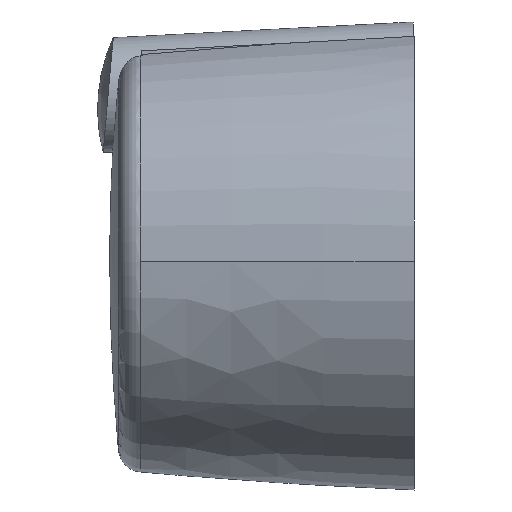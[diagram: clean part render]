
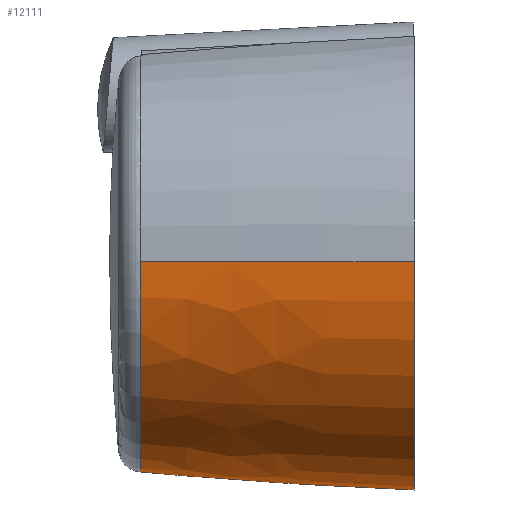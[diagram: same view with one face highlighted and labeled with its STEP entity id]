
A CAD part, left-side view. The second image highlights one B-rep face of the part: STEP entity #12111.
In plain terms, the highlighted face is a revolution surface.
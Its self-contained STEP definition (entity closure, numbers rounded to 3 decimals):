
#9761 = PLANE('',#9762);
#9762 = AXIS2_PLACEMENT_3D('',#9763,#9764,#9765);
#9763 = CARTESIAN_POINT('',(12.,-8.,0.));
#9764 = DIRECTION('',(-0.,1.,0.));
#9765 = DIRECTION('',(0.,0.,1.));
#11885 = SURFACE_OF_REVOLUTION('',#11886,#11892);
#11886 = B_SPLINE_CURVE_WITH_KNOTS('',4,(#11887,#11888,#11889,#11890,
    #11891),.UNSPECIFIED.,.F.,.F.,(5,5),(3.052,3.1),
  .PIECEWISE_BEZIER_KNOTS.);
#11887 = CARTESIAN_POINT('',(0.,6.411,-11.051));
#11888 = CARTESIAN_POINT('',(0.,2.814,-11.375));
#11889 = CARTESIAN_POINT('',(0.,-0.787,-11.641));
#11890 = CARTESIAN_POINT('',(0.,-4.392,-11.85));
#11891 = CARTESIAN_POINT('',(0.,-8.,-12.));
#11892 = AXIS1_PLACEMENT('',#11893,#11894);
#11893 = CARTESIAN_POINT('',(0.,-20.5,0.));
#11894 = DIRECTION('',(-0.,1.,-0.));
#12028 = VERTEX_POINT('',#12029);
#12029 = CARTESIAN_POINT('',(0.,6.411,
    11.051));
#12044 = TOROIDAL_SURFACE('',#12045,9.806,1.25);
#12045 = AXIS2_PLACEMENT_3D('',#12046,#12047,#12048);
#12046 = CARTESIAN_POINT('',(0.,6.299,0.));
#12047 = DIRECTION('',(0.,-1.,-0.));
#12048 = DIRECTION('',(1.,0.,0.));
#12056 = EDGE_CURVE('',#12057,#12028,#12059,.T.);
#12057 = VERTEX_POINT('',#12058);
#12058 = CARTESIAN_POINT('',(0.,-8.,12.));
#12059 = SURFACE_CURVE('',#12060,(#12065,#12072),.PCURVE_S1.);
#12060 = CIRCLE('',#12061,300.);
#12061 = AXIS2_PLACEMENT_3D('',#12062,#12063,#12064);
#12062 = CARTESIAN_POINT('',(0.,-20.5,-287.739));
#12063 = DIRECTION('',(-1.,0.,0.));
#12064 = DIRECTION('',(0.,0.,1.));
#12065 = PCURVE('',#11885,#12066);
#12066 = DEFINITIONAL_REPRESENTATION('',(#12067),#12071);
#12067 = LINE('',#12068,#12069);
#12068 = CARTESIAN_POINT('',(3.142,3.142));
#12069 = VECTOR('',#12070,1.);
#12070 = DIRECTION('',(0.,-1.));
#12071 = ( GEOMETRIC_REPRESENTATION_CONTEXT(2) 
PARAMETRIC_REPRESENTATION_CONTEXT() REPRESENTATION_CONTEXT('2D SPACE',''
  ) );
#12072 = PCURVE('',#12073,#12083);
#12073 = SURFACE_OF_REVOLUTION('',#12074,#12080);
#12074 = B_SPLINE_CURVE_WITH_KNOTS('',4,(#12075,#12076,#12077,#12078,
    #12079),.UNSPECIFIED.,.F.,.F.,(5,5),(3.052,3.1),
  .PIECEWISE_BEZIER_KNOTS.);
#12075 = CARTESIAN_POINT('',(0.,6.411,-11.051));
#12076 = CARTESIAN_POINT('',(0.,2.814,-11.375));
#12077 = CARTESIAN_POINT('',(0.,-0.787,-11.641));
#12078 = CARTESIAN_POINT('',(0.,-4.392,-11.85));
#12079 = CARTESIAN_POINT('',(0.,-8.,-12.));
#12080 = AXIS1_PLACEMENT('',#12081,#12082);
#12081 = CARTESIAN_POINT('',(0.,-20.5,0.));
#12082 = DIRECTION('',(-0.,1.,-0.));
#12083 = DEFINITIONAL_REPRESENTATION('',(#12084),#12088);
#12084 = LINE('',#12085,#12086);
#12085 = CARTESIAN_POINT('',(3.142,3.142));
#12086 = VECTOR('',#12087,1.);
#12087 = DIRECTION('',(0.,-1.));
#12088 = ( GEOMETRIC_REPRESENTATION_CONTEXT(2) 
PARAMETRIC_REPRESENTATION_CONTEXT() REPRESENTATION_CONTEXT('2D SPACE',''
  ) );
#12111 = ADVANCED_FACE('',(#12112),#12073,.F.);
#12112 = FACE_BOUND('',#12113,.F.);
#12113 = EDGE_LOOP('',(#12114,#12115,#12139,#12168,#12202));
#12114 = ORIENTED_EDGE('',*,*,#12056,.T.);
#12115 = ORIENTED_EDGE('',*,*,#12116,.F.);
#12116 = EDGE_CURVE('',#12117,#12028,#12119,.T.);
#12117 = VERTEX_POINT('',#12118);
#12118 = CARTESIAN_POINT('',(11.051,6.411,0.));
#12119 = SURFACE_CURVE('',#12120,(#12125,#12132),.PCURVE_S1.);
#12120 = CIRCLE('',#12121,11.051);
#12121 = AXIS2_PLACEMENT_3D('',#12122,#12123,#12124);
#12122 = CARTESIAN_POINT('',(0.,6.411,0.));
#12123 = DIRECTION('',(0.,-1.,-0.));
#12124 = DIRECTION('',(1.,0.,0.));
#12125 = PCURVE('',#12073,#12126);
#12126 = DEFINITIONAL_REPRESENTATION('',(#12127),#12131);
#12127 = LINE('',#12128,#12129);
#12128 = CARTESIAN_POINT('',(4.712,3.052));
#12129 = VECTOR('',#12130,1.);
#12130 = DIRECTION('',(-1.,0.));
#12131 = ( GEOMETRIC_REPRESENTATION_CONTEXT(2) 
PARAMETRIC_REPRESENTATION_CONTEXT() REPRESENTATION_CONTEXT('2D SPACE',''
  ) );
#12132 = PCURVE('',#12044,#12133);
#12133 = DEFINITIONAL_REPRESENTATION('',(#12134),#12138);
#12134 = LINE('',#12135,#12136);
#12135 = CARTESIAN_POINT('',(0.,6.193));
#12136 = VECTOR('',#12137,1.);
#12137 = DIRECTION('',(1.,0.));
#12138 = ( GEOMETRIC_REPRESENTATION_CONTEXT(2) 
PARAMETRIC_REPRESENTATION_CONTEXT() REPRESENTATION_CONTEXT('2D SPACE',''
  ) );
#12139 = ORIENTED_EDGE('',*,*,#12140,.F.);
#12140 = EDGE_CURVE('',#12141,#12117,#12143,.T.);
#12141 = VERTEX_POINT('',#12142);
#12142 = CARTESIAN_POINT('',(0.,6.411,
    -11.051));
#12143 = SURFACE_CURVE('',#12144,(#12149,#12156),.PCURVE_S1.);
#12144 = CIRCLE('',#12145,11.051);
#12145 = AXIS2_PLACEMENT_3D('',#12146,#12147,#12148);
#12146 = CARTESIAN_POINT('',(0.,6.411,0.));
#12147 = DIRECTION('',(0.,-1.,-0.));
#12148 = DIRECTION('',(1.,0.,0.));
#12149 = PCURVE('',#12073,#12150);
#12150 = DEFINITIONAL_REPRESENTATION('',(#12151),#12155);
#12151 = LINE('',#12152,#12153);
#12152 = CARTESIAN_POINT('',(10.996,3.052));
#12153 = VECTOR('',#12154,1.);
#12154 = DIRECTION('',(-1.,0.));
#12155 = ( GEOMETRIC_REPRESENTATION_CONTEXT(2) 
PARAMETRIC_REPRESENTATION_CONTEXT() REPRESENTATION_CONTEXT('2D SPACE',''
  ) );
#12156 = PCURVE('',#12157,#12162);
#12157 = TOROIDAL_SURFACE('',#12158,9.806,1.25);
#12158 = AXIS2_PLACEMENT_3D('',#12159,#12160,#12161);
#12159 = CARTESIAN_POINT('',(0.,6.299,0.));
#12160 = DIRECTION('',(0.,-1.,-0.));
#12161 = DIRECTION('',(1.,0.,0.));
#12162 = DEFINITIONAL_REPRESENTATION('',(#12163),#12167);
#12163 = LINE('',#12164,#12165);
#12164 = CARTESIAN_POINT('',(0.,6.193));
#12165 = VECTOR('',#12166,1.);
#12166 = DIRECTION('',(1.,0.));
#12167 = ( GEOMETRIC_REPRESENTATION_CONTEXT(2) 
PARAMETRIC_REPRESENTATION_CONTEXT() REPRESENTATION_CONTEXT('2D SPACE',''
  ) );
#12168 = ORIENTED_EDGE('',*,*,#12169,.F.);
#12169 = EDGE_CURVE('',#12170,#12141,#12172,.T.);
#12170 = VERTEX_POINT('',#12171);
#12171 = CARTESIAN_POINT('',(0.,-8.,-12.));
#12172 = SURFACE_CURVE('',#12173,(#12178,#12185),.PCURVE_S1.);
#12173 = CIRCLE('',#12174,300.);
#12174 = AXIS2_PLACEMENT_3D('',#12175,#12176,#12177);
#12175 = CARTESIAN_POINT('',(0.,-20.5,287.739)
  );
#12176 = DIRECTION('',(1.,0.,0.));
#12177 = DIRECTION('',(0.,0.,-1.));
#12178 = PCURVE('',#12073,#12179);
#12179 = DEFINITIONAL_REPRESENTATION('',(#12180),#12184);
#12180 = LINE('',#12181,#12182);
#12181 = CARTESIAN_POINT('',(6.283,3.142));
#12182 = VECTOR('',#12183,1.);
#12183 = DIRECTION('',(0.,-1.));
#12184 = ( GEOMETRIC_REPRESENTATION_CONTEXT(2) 
PARAMETRIC_REPRESENTATION_CONTEXT() REPRESENTATION_CONTEXT('2D SPACE',''
  ) );
#12185 = PCURVE('',#12186,#12196);
#12186 = SURFACE_OF_REVOLUTION('',#12187,#12193);
#12187 = B_SPLINE_CURVE_WITH_KNOTS('',4,(#12188,#12189,#12190,#12191,
    #12192),.UNSPECIFIED.,.F.,.F.,(5,5),(3.052,3.1),
  .PIECEWISE_BEZIER_KNOTS.);
#12188 = CARTESIAN_POINT('',(0.,6.411,-11.051));
#12189 = CARTESIAN_POINT('',(0.,2.814,-11.375));
#12190 = CARTESIAN_POINT('',(0.,-0.787,-11.641));
#12191 = CARTESIAN_POINT('',(0.,-4.392,-11.85));
#12192 = CARTESIAN_POINT('',(0.,-8.,-12.));
#12193 = AXIS1_PLACEMENT('',#12194,#12195);
#12194 = CARTESIAN_POINT('',(0.,-20.5,0.));
#12195 = DIRECTION('',(-0.,1.,-0.));
#12196 = DEFINITIONAL_REPRESENTATION('',(#12197),#12201);
#12197 = LINE('',#12198,#12199);
#12198 = CARTESIAN_POINT('',(0.,3.142));
#12199 = VECTOR('',#12200,1.);
#12200 = DIRECTION('',(0.,-1.));
#12201 = ( GEOMETRIC_REPRESENTATION_CONTEXT(2) 
PARAMETRIC_REPRESENTATION_CONTEXT() REPRESENTATION_CONTEXT('2D SPACE',''
  ) );
#12202 = ORIENTED_EDGE('',*,*,#12203,.F.);
#12203 = EDGE_CURVE('',#12057,#12170,#12204,.T.);
#12204 = SURFACE_CURVE('',#12205,(#12210,#12217),.PCURVE_S1.);
#12205 = CIRCLE('',#12206,12.);
#12206 = AXIS2_PLACEMENT_3D('',#12207,#12208,#12209);
#12207 = CARTESIAN_POINT('',(0.,-8.,0.));
#12208 = DIRECTION('',(-0.,1.,0.));
#12209 = DIRECTION('',(0.,0.,1.));
#12210 = PCURVE('',#12073,#12211);
#12211 = DEFINITIONAL_REPRESENTATION('',(#12212),#12216);
#12212 = LINE('',#12213,#12214);
#12213 = CARTESIAN_POINT('',(3.142,3.1));
#12214 = VECTOR('',#12215,1.);
#12215 = DIRECTION('',(1.,0.));
#12216 = ( GEOMETRIC_REPRESENTATION_CONTEXT(2) 
PARAMETRIC_REPRESENTATION_CONTEXT() REPRESENTATION_CONTEXT('2D SPACE',''
  ) );
#12217 = PCURVE('',#9761,#12218);
#12218 = DEFINITIONAL_REPRESENTATION('',(#12219),#12223);
#12219 = CIRCLE('',#12220,12.);
#12220 = AXIS2_PLACEMENT_2D('',#12221,#12222);
#12221 = CARTESIAN_POINT('',(0.,-12.));
#12222 = DIRECTION('',(1.,0.));
#12223 = ( GEOMETRIC_REPRESENTATION_CONTEXT(2) 
PARAMETRIC_REPRESENTATION_CONTEXT() REPRESENTATION_CONTEXT('2D SPACE',''
  ) );
